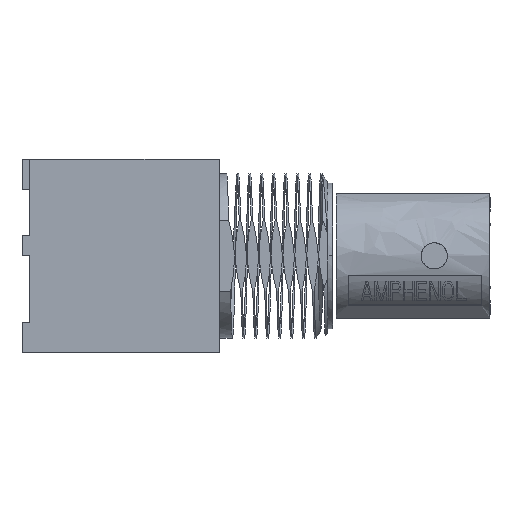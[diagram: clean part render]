
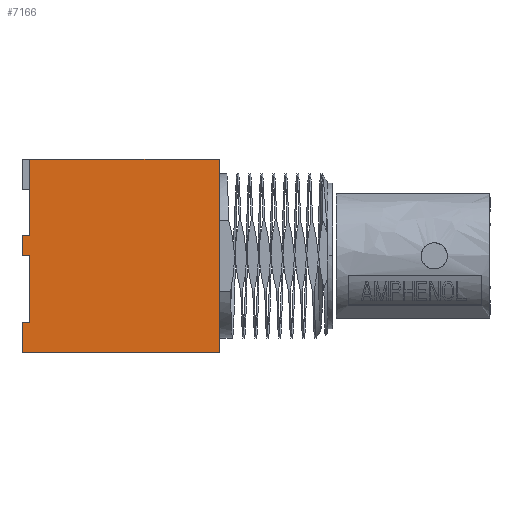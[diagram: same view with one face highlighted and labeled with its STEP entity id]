
A CAD part, top view. The second image highlights one B-rep face of the part: STEP entity #7166.
In plain terms, the highlighted free-form (B-spline) face has degree [1, 1] with [2, 2] control points.
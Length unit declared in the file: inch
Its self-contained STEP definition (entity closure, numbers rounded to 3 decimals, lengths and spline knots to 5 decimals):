
#55 = B_SPLINE_SURFACE_WITH_KNOTS ( 'NONE', 1, 1, ( 
 ( #652, #865 ),
 ( #2987, #4083 ) ),
 .UNSPECIFIED., .F., .F., .F.,
 ( 2, 2 ),
 ( 2, 2 ),
 ( -0.0116, 0.59152 ),
 ( -0.01182, 0.60276 ),
 .UNSPECIFIED. ) ;
#652 = CARTESIAN_POINT ( 'NONE',  ( 0.46166, -0.30156, 0.28701 ) ) ;
#861 = CARTESIAN_POINT ( 'NONE',  ( -0.1411, -0.2, 0.28701 ) ) ;
#865 = CARTESIAN_POINT ( 'NONE',  ( -0.15292, -0.30156, 0.28701 ) ) ;
#1104 = CARTESIAN_POINT ( 'NONE',  ( -0.1411, 0., 0.28701 ) ) ;
#1163 = VERTEX_POINT ( 'NONE', #9512 ) ;
#1252 = CARTESIAN_POINT ( 'NONE',  ( -0.1411, -0.28996, 0.28701 ) ) ;
#1276 = B_SPLINE_CURVE_WITH_KNOTS ( 'NONE', 1,
 ( #7681, #14398 ),
 .UNSPECIFIED., .F., .F.,
 ( 2, 2 ),
 ( 0., 1. ),
 .UNSPECIFIED. ) ;
#1322 = EDGE_LOOP ( 'NONE', ( #10300, #11316, #10315, #8455, #5026, #11541, #1961, #3715, #5971, #9485 ) ) ;
#1480 = CARTESIAN_POINT ( 'NONE',  ( 0.44984, 0.28996, 0.28701 ) ) ;
#1961 = ORIENTED_EDGE ( 'NONE', *, *, #5061, .T. ) ;
#1969 = CARTESIAN_POINT ( 'NONE',  ( -0.11827, 0.06181, 0.28701 ) ) ;
#2428 = CARTESIAN_POINT ( 'NONE',  ( 0.44984, -0.28996, 0.28701 ) ) ;
#2478 = EDGE_CURVE ( 'NONE', #2665, #1163, #10035, .T. ) ;
#2605 = CARTESIAN_POINT ( 'NONE',  ( -0.1411, -0.28996, 0.28701 ) ) ;
#2665 = VERTEX_POINT ( 'NONE', #1480 ) ;
#2868 = VERTEX_POINT ( 'NONE', #7368 ) ;
#2934 = B_SPLINE_CURVE_WITH_KNOTS ( 'NONE', 1,
 ( #5237, #4124 ),
 .UNSPECIFIED., .F., .F.,
 ( 2, 2 ),
 ( 0., 1. ),
 .UNSPECIFIED. ) ;
#2987 = CARTESIAN_POINT ( 'NONE',  ( 0.46166, 0.30156, 0.28701 ) ) ;
#3122 = B_SPLINE_CURVE_WITH_KNOTS ( 'NONE', 1,
 ( #6957, #7023 ),
 .UNSPECIFIED., .F., .F.,
 ( 2, 2 ),
 ( 0., 1. ),
 .UNSPECIFIED. ) ;
#3299 = CARTESIAN_POINT ( 'NONE',  ( -0.11827, -0.2, 0.28701 ) ) ;
#3437 = CARTESIAN_POINT ( 'NONE',  ( -0.1411, -0.2, 0.28701 ) ) ;
#3715 = ORIENTED_EDGE ( 'NONE', *, *, #2478, .T. ) ;
#4083 = CARTESIAN_POINT ( 'NONE',  ( -0.15292, 0.30156, 0.28701 ) ) ;
#4124 = CARTESIAN_POINT ( 'NONE',  ( 0.44984, 0.28996, 0.28701 ) ) ;
#4291 = CARTESIAN_POINT ( 'NONE',  ( -0.11827, -0.2, 0.28701 ) ) ;
#4533 = EDGE_CURVE ( 'NONE', #10405, #12588, #6633, .T. ) ;
#4587 = B_SPLINE_CURVE_WITH_KNOTS ( 'NONE', 1,
 ( #6142, #8587 ),
 .UNSPECIFIED., .F., .F.,
 ( 2, 2 ),
 ( 0., 1. ),
 .UNSPECIFIED. ) ;
#5026 = ORIENTED_EDGE ( 'NONE', *, *, #4533, .T. ) ;
#5061 = EDGE_CURVE ( 'NONE', #10694, #2665, #2934, .T. ) ;
#5235 = EDGE_CURVE ( 'NONE', #7147, #7409, #3122, .T. ) ;
#5237 = CARTESIAN_POINT ( 'NONE',  ( 0.44984, -0.28996, 0.28701 ) ) ;
#5264 = FACE_OUTER_BOUND ( 'NONE', #1322, .T. ) ;
#5430 = VERTEX_POINT ( 'NONE', #3299 ) ;
#5550 = EDGE_CURVE ( 'NONE', #7409, #14001, #7702, .T. ) ;
#5971 = ORIENTED_EDGE ( 'NONE', *, *, #9824, .T. ) ;
#6142 = CARTESIAN_POINT ( 'NONE',  ( -0.11827, 0., 0.28701 ) ) ;
#6197 = EDGE_CURVE ( 'NONE', #5430, #10405, #8092, .T. ) ;
#6633 = B_SPLINE_CURVE_WITH_KNOTS ( 'NONE', 1,
 ( #3437, #1252 ),
 .UNSPECIFIED., .F., .F.,
 ( 2, 2 ),
 ( 0., 1. ),
 .UNSPECIFIED. ) ;
#6843 = EDGE_CURVE ( 'NONE', #2868, #5430, #4587, .T. ) ;
#6957 = CARTESIAN_POINT ( 'NONE',  ( -0.11827, 0.06181, 0.28701 ) ) ;
#7023 = CARTESIAN_POINT ( 'NONE',  ( -0.1411, 0.06181, 0.28701 ) ) ;
#7147 = VERTEX_POINT ( 'NONE', #1969 ) ;
#7166 = ADVANCED_FACE ( 'NONE', ( #5264 ), #55, .T. ) ;
#7368 = CARTESIAN_POINT ( 'NONE',  ( -0.11827, 0., 0.28701 ) ) ;
#7409 = VERTEX_POINT ( 'NONE', #9083 ) ;
#7681 = CARTESIAN_POINT ( 'NONE',  ( -0.1411, 0., 0.28701 ) ) ;
#7702 = B_SPLINE_CURVE_WITH_KNOTS ( 'NONE', 1,
 ( #8009, #1104 ),
 .UNSPECIFIED., .F., .F.,
 ( 2, 2 ),
 ( 0., 1. ),
 .UNSPECIFIED. ) ;
#8009 = CARTESIAN_POINT ( 'NONE',  ( -0.1411, 0.06181, 0.28701 ) ) ;
#8092 = B_SPLINE_CURVE_WITH_KNOTS ( 'NONE', 1,
 ( #4291, #861 ),
 .UNSPECIFIED., .F., .F.,
 ( 2, 2 ),
 ( 0., 1. ),
 .UNSPECIFIED. ) ;
#8455 = ORIENTED_EDGE ( 'NONE', *, *, #6197, .T. ) ;
#8539 = CARTESIAN_POINT ( 'NONE',  ( -0.11827, 0.28996, 0.28701 ) ) ;
#8587 = CARTESIAN_POINT ( 'NONE',  ( -0.11827, -0.2, 0.28701 ) ) ;
#9083 = CARTESIAN_POINT ( 'NONE',  ( -0.1411, 0.06181, 0.28701 ) ) ;
#9485 = ORIENTED_EDGE ( 'NONE', *, *, #5235, .T. ) ;
#9512 = CARTESIAN_POINT ( 'NONE',  ( -0.11827, 0.28996, 0.28701 ) ) ;
#9536 = EDGE_CURVE ( 'NONE', #12588, #10694, #13478, .T. ) ;
#9714 = CARTESIAN_POINT ( 'NONE',  ( -0.1411, 0., 0.28701 ) ) ;
#9824 = EDGE_CURVE ( 'NONE', #1163, #7147, #12940, .T. ) ;
#9936 = CARTESIAN_POINT ( 'NONE',  ( -0.1411, -0.2, 0.28701 ) ) ;
#10035 = B_SPLINE_CURVE_WITH_KNOTS ( 'NONE', 1,
 ( #14019, #8539 ),
 .UNSPECIFIED., .F., .F.,
 ( 2, 2 ),
 ( 0., 1. ),
 .UNSPECIFIED. ) ;
#10279 = CARTESIAN_POINT ( 'NONE',  ( -0.11827, 0.06181, 0.28701 ) ) ;
#10300 = ORIENTED_EDGE ( 'NONE', *, *, #5550, .T. ) ;
#10315 = ORIENTED_EDGE ( 'NONE', *, *, #6843, .T. ) ;
#10390 = EDGE_CURVE ( 'NONE', #14001, #2868, #1276, .T. ) ;
#10405 = VERTEX_POINT ( 'NONE', #9936 ) ;
#10694 = VERTEX_POINT ( 'NONE', #2428 ) ;
#10985 = CARTESIAN_POINT ( 'NONE',  ( 0.44984, -0.28996, 0.28701 ) ) ;
#11316 = ORIENTED_EDGE ( 'NONE', *, *, #10390, .T. ) ;
#11541 = ORIENTED_EDGE ( 'NONE', *, *, #9536, .T. ) ;
#12074 = CARTESIAN_POINT ( 'NONE',  ( -0.1411, -0.28996, 0.28701 ) ) ;
#12588 = VERTEX_POINT ( 'NONE', #2605 ) ;
#12940 = B_SPLINE_CURVE_WITH_KNOTS ( 'NONE', 1,
 ( #13559, #10279 ),
 .UNSPECIFIED., .F., .F.,
 ( 2, 2 ),
 ( 0., 1. ),
 .UNSPECIFIED. ) ;
#13478 = B_SPLINE_CURVE_WITH_KNOTS ( 'NONE', 1,
 ( #12074, #10985 ),
 .UNSPECIFIED., .F., .F.,
 ( 2, 2 ),
 ( 0., 1. ),
 .UNSPECIFIED. ) ;
#13559 = CARTESIAN_POINT ( 'NONE',  ( -0.11827, 0.28996, 0.28701 ) ) ;
#14001 = VERTEX_POINT ( 'NONE', #9714 ) ;
#14019 = CARTESIAN_POINT ( 'NONE',  ( 0.44984, 0.28996, 0.28701 ) ) ;
#14398 = CARTESIAN_POINT ( 'NONE',  ( -0.11827, 0., 0.28701 ) ) ;
